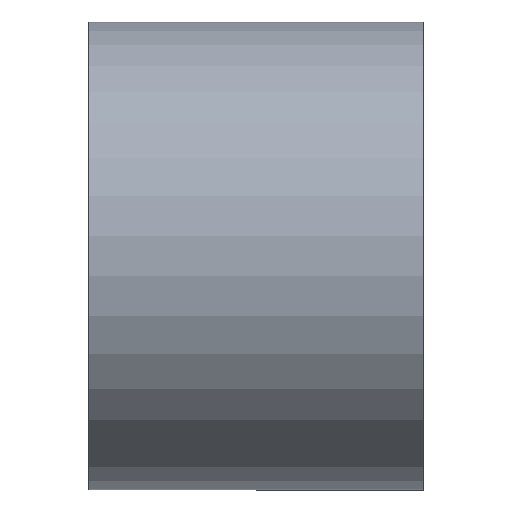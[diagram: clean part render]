
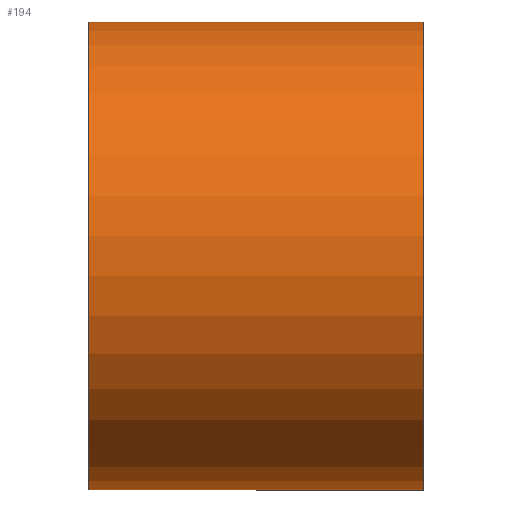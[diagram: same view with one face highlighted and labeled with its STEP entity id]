
A CAD part, left-side view. The second image highlights one B-rep face of the part: STEP entity #194.
In plain terms, the highlighted cylindrical face has radius 10.5 mm (diameter 21 mm), a partial arc.
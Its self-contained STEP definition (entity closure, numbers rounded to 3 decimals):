
#35=FACE_OUTER_BOUND('',#48,.T.);
#48=EDGE_LOOP('',(#166,#167,#168,#169));
#63=LINE('',#338,#75);
#67=LINE('',#347,#79);
#75=VECTOR('',#281,10.);
#79=VECTOR('',#291,10.);
#82=CIRCLE('',#221,10.5);
#91=CIRCLE('',#237,10.5);
#94=VERTEX_POINT('',#308);
#95=VERTEX_POINT('',#309);
#104=VERTEX_POINT('',#335);
#107=VERTEX_POINT('',#345);
#111=EDGE_CURVE('',#94,#95,#82,.T.);
#125=EDGE_CURVE('',#104,#94,#63,.T.);
#130=EDGE_CURVE('',#107,#95,#67,.T.);
#131=EDGE_CURVE('',#107,#104,#91,.T.);
#166=ORIENTED_EDGE('',*,*,#131,.F.);
#167=ORIENTED_EDGE('',*,*,#130,.T.);
#168=ORIENTED_EDGE('',*,*,#111,.F.);
#169=ORIENTED_EDGE('',*,*,#125,.F.);
#185=CYLINDRICAL_SURFACE('',#236,10.5);
#194=ADVANCED_FACE('',(#35),#185,.T.);
#221=AXIS2_PLACEMENT_3D('',#310,#251,#252);
#236=AXIS2_PLACEMENT_3D('',#348,#292,#293);
#237=AXIS2_PLACEMENT_3D('',#349,#294,#295);
#251=DIRECTION('center_axis',(0.,1.,0.));
#252=DIRECTION('ref_axis',(-0.234,0.,0.972));
#281=DIRECTION('',(0.,1.,0.));
#291=DIRECTION('',(0.,1.,0.));
#292=DIRECTION('center_axis',(0.,1.,0.));
#293=DIRECTION('ref_axis',(-0.234,0.,0.972));
#294=DIRECTION('center_axis',(0.,-1.,0.));
#295=DIRECTION('ref_axis',(-0.234,0.,0.972));
#308=CARTESIAN_POINT('',(-13.539,15.,-10.208));
#309=CARTESIAN_POINT('',(-13.539,15.,10.208));
#310=CARTESIAN_POINT('Origin',(-16.,15.,0.));
#335=CARTESIAN_POINT('',(-13.539,0.,-10.208));
#338=CARTESIAN_POINT('',(-13.539,0.,-10.208));
#345=CARTESIAN_POINT('',(-13.539,0.,10.208));
#347=CARTESIAN_POINT('',(-13.539,0.,10.208));
#348=CARTESIAN_POINT('Origin',(-16.,0.,0.));
#349=CARTESIAN_POINT('Origin',(-16.,0.,0.));
